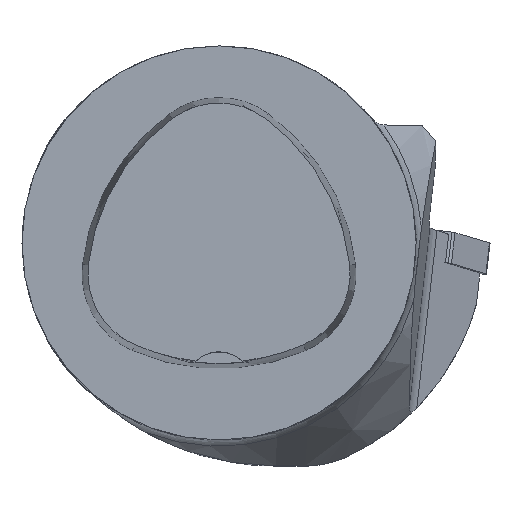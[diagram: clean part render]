
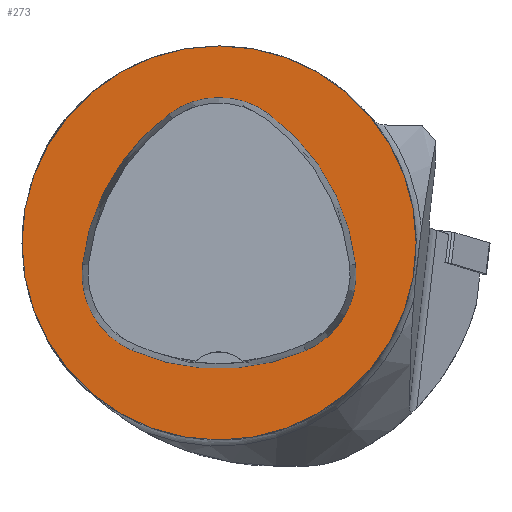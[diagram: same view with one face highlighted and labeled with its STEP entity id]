
A CAD part, top view. The second image highlights one B-rep face of the part: STEP entity #273.
In plain terms, the highlighted planar face has unit normal (0, 0, 1).
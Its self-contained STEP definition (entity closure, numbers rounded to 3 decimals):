
#130=PLANE('',#1613);
#273=ADVANCED_FACE('',(#515,#516),#130,.T.);
#515=FACE_BOUND('',#582,.T.);
#516=FACE_BOUND('',#583,.T.);
#582=EDGE_LOOP('',(#959,#960,#961,#962,#963,#964));
#583=EDGE_LOOP('',(#965));
#959=ORIENTED_EDGE('',*,*,#1343,.T.);
#960=ORIENTED_EDGE('',*,*,#1323,.T.);
#961=ORIENTED_EDGE('',*,*,#1327,.T.);
#962=ORIENTED_EDGE('',*,*,#1330,.T.);
#963=ORIENTED_EDGE('',*,*,#1333,.T.);
#964=ORIENTED_EDGE('',*,*,#1341,.T.);
#965=ORIENTED_EDGE('',*,*,#1200,.F.);
#1070=VERTEX_POINT('',#2115);
#1152=VERTEX_POINT('',#2464);
#1153=VERTEX_POINT('',#2465);
#1156=VERTEX_POINT('',#2473);
#1158=VERTEX_POINT('',#2479);
#1160=VERTEX_POINT('',#2485);
#1167=VERTEX_POINT('',#2506);
#1200=EDGE_CURVE('',#1070,#1070,#1383,.T.);
#1323=EDGE_CURVE('',#1152,#1153,#1406,.T.);
#1327=EDGE_CURVE('',#1153,#1156,#1408,.T.);
#1330=EDGE_CURVE('',#1156,#1158,#1410,.T.);
#1333=EDGE_CURVE('',#1158,#1160,#1412,.T.);
#1341=EDGE_CURVE('',#1160,#1167,#1416,.T.);
#1343=EDGE_CURVE('',#1167,#1152,#1418,.T.);
#1383=CIRCLE('',#1505,40.);
#1406=CIRCLE('',#1591,44.);
#1408=CIRCLE('',#1594,17.);
#1410=CIRCLE('',#1597,44.);
#1412=CIRCLE('',#1600,17.);
#1416=CIRCLE('',#1605,44.);
#1418=CIRCLE('',#1608,17.);
#1505=AXIS2_PLACEMENT_3D('',#2114,#1684,#1685);
#1591=AXIS2_PLACEMENT_3D('',#2463,#1913,#1914);
#1594=AXIS2_PLACEMENT_3D('',#2472,#1921,#1922);
#1597=AXIS2_PLACEMENT_3D('',#2478,#1928,#1929);
#1600=AXIS2_PLACEMENT_3D('',#2484,#1935,#1936);
#1605=AXIS2_PLACEMENT_3D('',#2507,#1947,#1948);
#1608=AXIS2_PLACEMENT_3D('',#2510,#1953,#1954);
#1613=AXIS2_PLACEMENT_3D('',#2515,#1963,#1964);
#1684=DIRECTION('',(0.,0.,-1.));
#1685=DIRECTION('',(-1.,0.,0.));
#1913=DIRECTION('',(0.,0.,-1.));
#1914=DIRECTION('',(-1.,0.,0.));
#1921=DIRECTION('',(0.,0.,-1.));
#1922=DIRECTION('',(-1.,0.,0.));
#1928=DIRECTION('',(0.,0.,-1.));
#1929=DIRECTION('',(-1.,0.,0.));
#1935=DIRECTION('',(0.,0.,-1.));
#1936=DIRECTION('',(-1.,0.,0.));
#1947=DIRECTION('',(0.,0.,-1.));
#1948=DIRECTION('',(-1.,0.,0.));
#1953=DIRECTION('',(0.,0.,-1.));
#1954=DIRECTION('',(-1.,0.,0.));
#1963=DIRECTION('',(0.,0.,1.));
#1964=DIRECTION('',(1.,0.,0.));
#2114=CARTESIAN_POINT('',(0.,0.,0.));
#2115=CARTESIAN_POINT('',(-40.,0.,0.));
#2463=CARTESIAN_POINT('',(16.01,-9.224,0.));
#2464=CARTESIAN_POINT('',(-27.722,-4.378,0.));
#2465=CARTESIAN_POINT('',(-10.119,26.178,0.));
#2472=CARTESIAN_POINT('',(-0.023,12.5,0.));
#2473=CARTESIAN_POINT('',(10.049,26.194,0.));
#2478=CARTESIAN_POINT('',(-16.021,-9.25,0.));
#2479=CARTESIAN_POINT('',(27.71,-4.394,0.));
#2484=CARTESIAN_POINT('',(10.814,-6.27,0.));
#2485=CARTESIAN_POINT('',(17.611,-21.852,0.));
#2506=CARTESIAN_POINT('',(-17.652,-21.819,0.));
#2507=CARTESIAN_POINT('',(0.017,18.477,0.));
#2510=CARTESIAN_POINT('',(-10.825,-6.25,0.));
#2515=CARTESIAN_POINT('',(0.,0.,0.));
